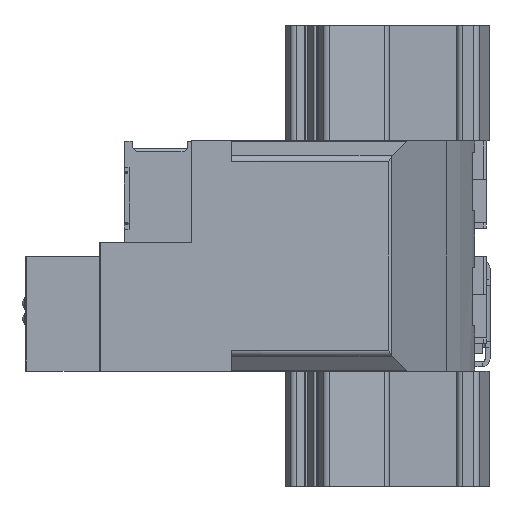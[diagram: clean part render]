
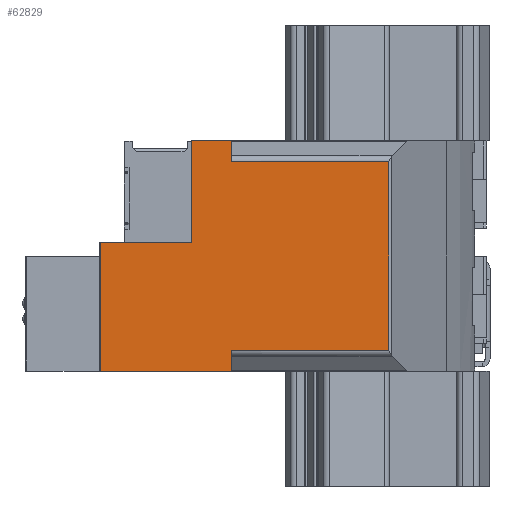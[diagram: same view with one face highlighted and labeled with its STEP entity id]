
A CAD part, left-side view. The second image highlights one B-rep face of the part: STEP entity #62829.
In plain terms, the highlighted planar face has unit normal (-1, 0, 0).
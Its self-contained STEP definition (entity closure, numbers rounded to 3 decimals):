
#3567=ORIENTED_EDGE('',*,*,#17550,.T.);
#3568=ORIENTED_EDGE('',*,*,#17564,.T.);
#3569=ORIENTED_EDGE('',*,*,#17565,.T.);
#3570=ORIENTED_EDGE('',*,*,#17566,.F.);
#3571=ORIENTED_EDGE('',*,*,#17567,.F.);
#3572=ORIENTED_EDGE('',*,*,#17568,.T.);
#3573=ORIENTED_EDGE('',*,*,#16698,.F.);
#3574=ORIENTED_EDGE('',*,*,#16761,.F.);
#3575=ORIENTED_EDGE('',*,*,#17396,.T.);
#3576=ORIENTED_EDGE('',*,*,#17562,.T.);
#16698=EDGE_CURVE('',#23775,#23776,#28523,.T.);
#16761=EDGE_CURVE('',#23836,#23775,#28563,.T.);
#17396=EDGE_CURVE('',#23836,#24402,#29081,.T.);
#17550=EDGE_CURVE('',#24528,#24527,#29177,.T.);
#17562=EDGE_CURVE('',#24402,#24528,#29186,.T.);
#17564=EDGE_CURVE('',#24527,#24536,#29188,.T.);
#17565=EDGE_CURVE('',#24536,#24537,#29189,.T.);
#17566=EDGE_CURVE('',#24538,#24537,#29190,.T.);
#17567=EDGE_CURVE('',#24539,#24538,#29191,.T.);
#17568=EDGE_CURVE('',#24539,#23776,#29192,.T.);
#23775=VERTEX_POINT('',#83305);
#23776=VERTEX_POINT('',#83307);
#23836=VERTEX_POINT('',#83430);
#24402=VERTEX_POINT('',#84695);
#24527=VERTEX_POINT('',#85027);
#24528=VERTEX_POINT('',#85029);
#24536=VERTEX_POINT('',#85053);
#24537=VERTEX_POINT('',#85055);
#24538=VERTEX_POINT('',#85057);
#24539=VERTEX_POINT('',#85059);
#28523=LINE('',#83306,#34113);
#28563=LINE('',#83431,#34153);
#29081=LINE('',#84696,#34671);
#29177=LINE('',#85028,#34767);
#29186=LINE('',#85049,#34776);
#29188=LINE('',#85052,#34778);
#29189=LINE('',#85054,#34779);
#29190=LINE('',#85056,#34780);
#29191=LINE('',#85058,#34781);
#29192=LINE('',#85060,#34782);
#34113=VECTOR('',#69561,1000.);
#34153=VECTOR('',#69649,1000.);
#34671=VECTOR('',#70529,1000.);
#34767=VECTOR('',#70783,1000.);
#34776=VECTOR('',#70800,1000.);
#34778=VECTOR('',#70804,1000.);
#34779=VECTOR('',#70805,1000.);
#34780=VECTOR('',#70806,1000.);
#34781=VECTOR('',#70807,1000.);
#34782=VECTOR('',#70808,1000.);
#39637=EDGE_LOOP('',(#3567,#3568,#3569,#3570,#3571,#3572,#3573,#3574,#3575,
#3576));
#42427=FACE_BOUND('',#39637,.T.);
#45159=PLANE('',#65622);
#62829=ADVANCED_FACE('',(#42427),#45159,.F.);
#65622=AXIS2_PLACEMENT_3D('',#85051,#70802,#70803);
#69561=DIRECTION('',(0.,-1.,0.));
#69649=DIRECTION('',(0.,0.,1.));
#70529=DIRECTION('',(0.,1.,0.));
#70783=DIRECTION('',(0.,-1.,0.));
#70800=DIRECTION('',(0.,0.,-1.));
#70802=DIRECTION('',(1.,0.,0.));
#70803=DIRECTION('',(0.,0.,-1.));
#70804=DIRECTION('',(0.,0.,1.));
#70805=DIRECTION('',(0.,-1.,0.));
#70806=DIRECTION('',(0.,0.,-1.));
#70807=DIRECTION('',(0.,-1.,0.));
#70808=DIRECTION('',(0.,0.,1.));
#83305=CARTESIAN_POINT('',(-62.15,47.8,18.945));
#83306=CARTESIAN_POINT('',(-62.15,62.8,18.945));
#83307=CARTESIAN_POINT('',(-62.15,41.3,18.945));
#83430=CARTESIAN_POINT('',(-62.15,47.8,2.295));
#83431=CARTESIAN_POINT('',(-62.15,47.8,2.295));
#84695=CARTESIAN_POINT('',(-62.15,62.8,2.295));
#84696=CARTESIAN_POINT('',(-62.15,47.8,2.295));
#85027=CARTESIAN_POINT('',(-62.15,41.3,-18.945));
#85028=CARTESIAN_POINT('',(-62.15,62.8,-18.945));
#85029=CARTESIAN_POINT('',(-62.15,62.8,-18.945));
#85049=CARTESIAN_POINT('',(-62.15,62.8,18.945));
#85051=CARTESIAN_POINT('',(-62.15,62.8,18.945));
#85052=CARTESIAN_POINT('',(-62.15,41.3,18.945));
#85053=CARTESIAN_POINT('',(-62.15,41.3,-15.545));
#85054=CARTESIAN_POINT('',(-62.15,41.3,-15.545));
#85055=CARTESIAN_POINT('',(-62.15,15.393,-15.545));
#85056=CARTESIAN_POINT('',(-62.15,15.393,18.945));
#85057=CARTESIAN_POINT('',(-62.15,15.393,15.545));
#85058=CARTESIAN_POINT('',(-62.15,41.3,15.545));
#85059=CARTESIAN_POINT('',(-62.15,41.3,15.545));
#85060=CARTESIAN_POINT('',(-62.15,41.3,18.945));
